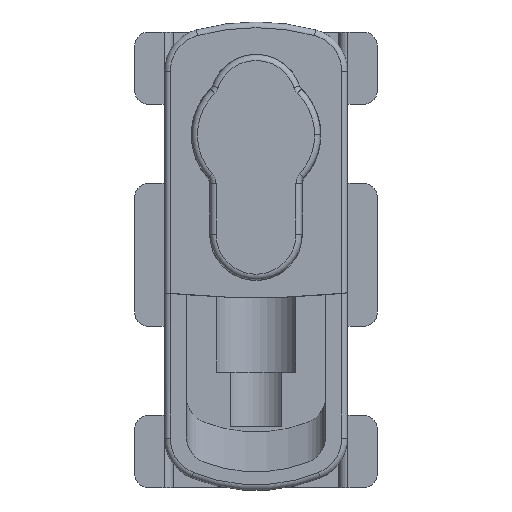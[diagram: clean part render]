
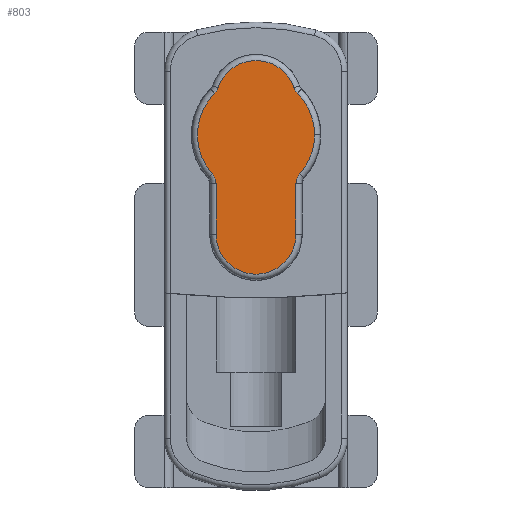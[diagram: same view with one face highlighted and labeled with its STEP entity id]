
A CAD part, top view. The second image highlights one B-rep face of the part: STEP entity #803.
In plain terms, the highlighted planar face has unit normal (0, 0, 1).
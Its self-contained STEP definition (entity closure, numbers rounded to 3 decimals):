
#614 = VERTEX_POINT ( 'NONE', #6163 ) ;
#616 = EDGE_CURVE ( 'NONE', #617, #614, #6162, .T. ) ;
#617 = VERTEX_POINT ( 'NONE', #6157 ) ;
#771 = ORIENTED_EDGE ( 'NONE', *, *, #772, .T. ) ;
#772 = EDGE_CURVE ( 'NONE', #798, #773, #6450, .T. ) ;
#773 = VERTEX_POINT ( 'NONE', #6445 ) ;
#774 = ORIENTED_EDGE ( 'NONE', *, *, #775, .T. ) ;
#775 = EDGE_CURVE ( 'NONE', #773, #776, #6444, .T. ) ;
#776 = VERTEX_POINT ( 'NONE', #6440 ) ;
#777 = ORIENTED_EDGE ( 'NONE', *, *, #778, .T. ) ;
#778 = EDGE_CURVE ( 'NONE', #776, #617, #6438, .T. ) ;
#784 = ORIENTED_EDGE ( 'NONE', *, *, #785, .T. ) ;
#785 = EDGE_CURVE ( 'NONE', #811, #786, #6484, .T. ) ;
#786 = VERTEX_POINT ( 'NONE', #6479 ) ;
#787 = ORIENTED_EDGE ( 'NONE', *, *, #788, .T. ) ;
#788 = EDGE_CURVE ( 'NONE', #786, #789, #6478, .T. ) ;
#789 = VERTEX_POINT ( 'NONE', #6473 ) ;
#790 = ORIENTED_EDGE ( 'NONE', *, *, #791, .T. ) ;
#791 = EDGE_CURVE ( 'NONE', #789, #792, #6472, .T. ) ;
#792 = VERTEX_POINT ( 'NONE', #6467 ) ;
#793 = ORIENTED_EDGE ( 'NONE', *, *, #794, .T. ) ;
#794 = EDGE_CURVE ( 'NONE', #792, #795, #6529, .T. ) ;
#795 = VERTEX_POINT ( 'NONE', #6524 ) ;
#796 = ORIENTED_EDGE ( 'NONE', *, *, #797, .T. ) ;
#797 = EDGE_CURVE ( 'NONE', #795, #798, #6523, .T. ) ;
#798 = VERTEX_POINT ( 'NONE', #6519 ) ;
#803 = ADVANCED_FACE ( 'NONE', ( #6518 ), #6512, .T. ) ;
#804 = EDGE_LOOP ( 'NONE', ( #805, #806, #809, #784, #787, #790, #793, #796, #771, #774, #777 ) ) ;
#805 = ORIENTED_EDGE ( 'NONE', *, *, #616, .T. ) ;
#806 = ORIENTED_EDGE ( 'NONE', *, *, #807, .T. ) ;
#807 = EDGE_CURVE ( 'NONE', #614, #808, #6507, .T. ) ;
#808 = VERTEX_POINT ( 'NONE', #6502 ) ;
#809 = ORIENTED_EDGE ( 'NONE', *, *, #810, .T. ) ;
#810 = EDGE_CURVE ( 'NONE', #808, #811, #6501, .T. ) ;
#811 = VERTEX_POINT ( 'NONE', #6496 ) ;
#6157 = CARTESIAN_POINT ( 'NONE',  ( 15.275, -13.673, 0. ) ) ;
#6158 = DIRECTION ( 'NONE',  ( 1., 0., 0. ) ) ;
#6159 = DIRECTION ( 'NONE',  ( 0., 0., 1. ) ) ;
#6160 = CARTESIAN_POINT ( 'NONE',  ( 0., 0., 0. ) ) ;
#6161 = AXIS2_PLACEMENT_3D ( 'NONE', #6160, #6159, #6158 ) ;
#6162 = CIRCLE ( 'NONE', #6161, 20.5 ) ;
#6163 = CARTESIAN_POINT ( 'NONE',  ( 20.5, 0., 0. ) ) ;
#6434 = DIRECTION ( 'NONE',  ( 1., 0., 0. ) ) ;
#6435 = DIRECTION ( 'NONE',  ( 0., 0., -1. ) ) ;
#6436 = CARTESIAN_POINT ( 'NONE',  ( 19., -17.007, 0. ) ) ;
#6437 = AXIS2_PLACEMENT_3D ( 'NONE', #6436, #6435, #6434 ) ;
#6438 = CIRCLE ( 'NONE', #6437, 5. ) ;
#6440 = CARTESIAN_POINT ( 'NONE',  ( 14., -17.007, 0. ) ) ;
#6441 = DIRECTION ( 'NONE',  ( 0., 1., 0. ) ) ;
#6442 = VECTOR ( 'NONE', #6441, 1000. ) ;
#6443 = CARTESIAN_POINT ( 'NONE',  ( 14., 12., 0. ) ) ;
#6444 = LINE ( 'NONE', #6443, #6442 ) ;
#6445 = CARTESIAN_POINT ( 'NONE',  ( 14., -34.8, 0. ) ) ;
#6446 = DIRECTION ( 'NONE',  ( 1., 0., 0. ) ) ;
#6447 = DIRECTION ( 'NONE',  ( 0., 0., 1. ) ) ;
#6448 = CARTESIAN_POINT ( 'NONE',  ( 0., -34.8, 0. ) ) ;
#6449 = AXIS2_PLACEMENT_3D ( 'NONE', #6448, #6447, #6446 ) ;
#6450 = CIRCLE ( 'NONE', #6449, 14. ) ;
#6467 = CARTESIAN_POINT ( 'NONE',  ( -15.275, -13.673, 0. ) ) ;
#6468 = DIRECTION ( 'NONE',  ( 1., 0., 0. ) ) ;
#6469 = DIRECTION ( 'NONE',  ( 0., 0., 1. ) ) ;
#6470 = CARTESIAN_POINT ( 'NONE',  ( 0., 0., 0. ) ) ;
#6471 = AXIS2_PLACEMENT_3D ( 'NONE', #6470, #6469, #6468 ) ;
#6472 = CIRCLE ( 'NONE', #6471, 20.5 ) ;
#6473 = CARTESIAN_POINT ( 'NONE',  ( -14.479, 14.512, 0. ) ) ;
#6474 = DIRECTION ( 'NONE',  ( 1., 0., 0. ) ) ;
#6475 = DIRECTION ( 'NONE',  ( 0., 0., -1. ) ) ;
#6476 = CARTESIAN_POINT ( 'NONE',  ( -18.01, 18.052, 0. ) ) ;
#6477 = AXIS2_PLACEMENT_3D ( 'NONE', #6476, #6475, #6474 ) ;
#6478 = CIRCLE ( 'NONE', #6477, 5. ) ;
#6479 = CARTESIAN_POINT ( 'NONE',  ( -13.271, 16.459, 0. ) ) ;
#6480 = DIRECTION ( 'NONE',  ( 1., 0., 0. ) ) ;
#6481 = DIRECTION ( 'NONE',  ( 0., 0., 1. ) ) ;
#6482 = CARTESIAN_POINT ( 'NONE',  ( 0., 12., 0. ) ) ;
#6483 = AXIS2_PLACEMENT_3D ( 'NONE', #6482, #6481, #6480 ) ;
#6484 = CIRCLE ( 'NONE', #6483, 14. ) ;
#6496 = CARTESIAN_POINT ( 'NONE',  ( 13.271, 16.459, 0. ) ) ;
#6497 = DIRECTION ( 'NONE',  ( 1., 0., 0. ) ) ;
#6498 = DIRECTION ( 'NONE',  ( 0., 0., -1. ) ) ;
#6499 = CARTESIAN_POINT ( 'NONE',  ( 18.01, 18.052, 0. ) ) ;
#6500 = AXIS2_PLACEMENT_3D ( 'NONE', #6499, #6498, #6497 ) ;
#6501 = CIRCLE ( 'NONE', #6500, 5. ) ;
#6502 = CARTESIAN_POINT ( 'NONE',  ( 14.479, 14.512, 0. ) ) ;
#6503 = DIRECTION ( 'NONE',  ( 1., 0., 0. ) ) ;
#6504 = DIRECTION ( 'NONE',  ( 0., 0., 1. ) ) ;
#6505 = CARTESIAN_POINT ( 'NONE',  ( 0., 0., 0. ) ) ;
#6506 = AXIS2_PLACEMENT_3D ( 'NONE', #6505, #6504, #6503 ) ;
#6507 = CIRCLE ( 'NONE', #6506, 20.5 ) ;
#6508 = DIRECTION ( 'NONE',  ( 1., 0., 0. ) ) ;
#6509 = DIRECTION ( 'NONE',  ( 0., 0., 1. ) ) ;
#6510 = CARTESIAN_POINT ( 'NONE',  ( 0., 12., 0. ) ) ;
#6511 = AXIS2_PLACEMENT_3D ( 'NONE', #6510, #6509, #6508 ) ;
#6512 = PLANE ( 'NONE',  #6511 ) ;
#6518 = FACE_OUTER_BOUND ( 'NONE', #804, .T. ) ;
#6519 = CARTESIAN_POINT ( 'NONE',  ( -14., -34.8, 0. ) ) ;
#6520 = DIRECTION ( 'NONE',  ( 0., -1., 0. ) ) ;
#6521 = VECTOR ( 'NONE', #6520, 1000. ) ;
#6522 = CARTESIAN_POINT ( 'NONE',  ( -14., 12., 0. ) ) ;
#6523 = LINE ( 'NONE', #6522, #6521 ) ;
#6524 = CARTESIAN_POINT ( 'NONE',  ( -14., -17.007, 0. ) ) ;
#6525 = DIRECTION ( 'NONE',  ( 1., 0., 0. ) ) ;
#6526 = DIRECTION ( 'NONE',  ( 0., 0., -1. ) ) ;
#6527 = CARTESIAN_POINT ( 'NONE',  ( -19., -17.007, 0. ) ) ;
#6528 = AXIS2_PLACEMENT_3D ( 'NONE', #6527, #6526, #6525 ) ;
#6529 = CIRCLE ( 'NONE', #6528, 5. ) ;
